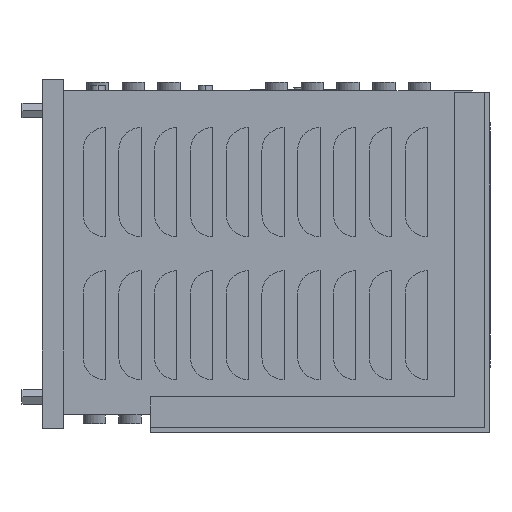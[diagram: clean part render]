
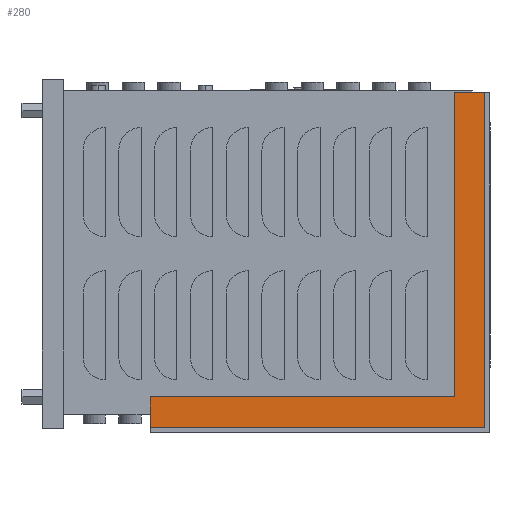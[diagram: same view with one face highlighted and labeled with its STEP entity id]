
A CAD part, left-side view. The second image highlights one B-rep face of the part: STEP entity #280.
In plain terms, the highlighted planar face has unit normal (-1, 0, 0).
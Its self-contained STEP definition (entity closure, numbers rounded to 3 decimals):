
#34 = VECTOR ( 'NONE', #14292, 1000. ) ;
#115 = EDGE_CURVE ( 'NONE', #9998, #15896, #957, .T. ) ;
#280 = ADVANCED_FACE ( 'NONE', ( #19116 ), #12418, .T. ) ;
#957 = LINE ( 'NONE', #16841, #9943 ) ;
#1926 = DIRECTION ( 'NONE',  ( 0., 0., 1. ) ) ;
#2356 = LINE ( 'NONE', #14508, #13318 ) ;
#2506 = EDGE_CURVE ( 'NONE', #13288, #17569, #2356, .T. ) ;
#2544 = LINE ( 'NONE', #2993, #34 ) ;
#2853 = CARTESIAN_POINT ( 'NONE',  ( -143., 7.5, -100. ) ) ;
#2874 = ORIENTED_EDGE ( 'NONE', *, *, #20226, .F. ) ;
#2993 = CARTESIAN_POINT ( 'NONE',  ( -143., -40.784, -97. ) ) ;
#5200 = LINE ( 'NONE', #11287, #7203 ) ;
#5359 = CARTESIAN_POINT ( 'NONE',  ( -143., -9.5, -97. ) ) ;
#5765 = DIRECTION ( 'NONE',  ( 0., 0., 1. ) ) ;
#6565 = EDGE_CURVE ( 'NONE', #13288, #17787, #2544, .T. ) ;
#7039 = LINE ( 'NONE', #11860, #10534 ) ;
#7203 = VECTOR ( 'NONE', #16150, 1000. ) ;
#8333 = VERTEX_POINT ( 'NONE', #9411 ) ;
#8459 = VECTOR ( 'NONE', #13631, 1000. ) ;
#8700 = CARTESIAN_POINT ( 'NONE',  ( -143., 7.5, 90. ) ) ;
#9411 = CARTESIAN_POINT ( 'NONE',  ( -143., 177.5, -80. ) ) ;
#9466 = CARTESIAN_POINT ( 'NONE',  ( -143., 177.5, -97. ) ) ;
#9943 = VECTOR ( 'NONE', #5765, 1000. ) ;
#9998 = VERTEX_POINT ( 'NONE', #11355 ) ;
#10534 = VECTOR ( 'NONE', #18112, 1000. ) ;
#10749 = EDGE_CURVE ( 'NONE', #9998, #8333, #7039, .T. ) ;
#11287 = CARTESIAN_POINT ( 'NONE',  ( -143., 177.5, -97. ) ) ;
#11355 = CARTESIAN_POINT ( 'NONE',  ( -143., 7.5, -80. ) ) ;
#11860 = CARTESIAN_POINT ( 'NONE',  ( -143., -40.784, -80. ) ) ;
#12418 = PLANE ( 'NONE',  #14785 ) ;
#12734 = ORIENTED_EDGE ( 'NONE', *, *, #6565, .F. ) ;
#13288 = VERTEX_POINT ( 'NONE', #5359 ) ;
#13318 = VECTOR ( 'NONE', #1926, 1000. ) ;
#13631 = DIRECTION ( 'NONE',  ( 0., -1., 0. ) ) ;
#13636 = CARTESIAN_POINT ( 'NONE',  ( -143., -9.5, 90. ) ) ;
#13995 = DIRECTION ( 'NONE',  ( -1., 0., 0. ) ) ;
#14207 = DIRECTION ( 'NONE',  ( 0., 0., 1. ) ) ;
#14292 = DIRECTION ( 'NONE',  ( 0., 1., 0. ) ) ;
#14508 = CARTESIAN_POINT ( 'NONE',  ( -143., -9.5, -100. ) ) ;
#14785 = AXIS2_PLACEMENT_3D ( 'NONE', #2853, #13995, #14207 ) ;
#15388 = CARTESIAN_POINT ( 'NONE',  ( -143., 7.5, 90. ) ) ;
#15896 = VERTEX_POINT ( 'NONE', #15388 ) ;
#16150 = DIRECTION ( 'NONE',  ( 0., 0., 1. ) ) ;
#16841 = CARTESIAN_POINT ( 'NONE',  ( -143., 7.5, -100. ) ) ;
#16902 = LINE ( 'NONE', #8700, #8459 ) ;
#16959 = ORIENTED_EDGE ( 'NONE', *, *, #115, .F. ) ;
#17569 = VERTEX_POINT ( 'NONE', #13636 ) ;
#17738 = EDGE_LOOP ( 'NONE', ( #16959, #18947, #2874, #12734, #20371, #18107 ) ) ;
#17787 = VERTEX_POINT ( 'NONE', #9466 ) ;
#18107 = ORIENTED_EDGE ( 'NONE', *, *, #20516, .F. ) ;
#18112 = DIRECTION ( 'NONE',  ( 0., 1., 0. ) ) ;
#18947 = ORIENTED_EDGE ( 'NONE', *, *, #10749, .T. ) ;
#19116 = FACE_OUTER_BOUND ( 'NONE', #17738, .T. ) ;
#20226 = EDGE_CURVE ( 'NONE', #17787, #8333, #5200, .T. ) ;
#20371 = ORIENTED_EDGE ( 'NONE', *, *, #2506, .T. ) ;
#20516 = EDGE_CURVE ( 'NONE', #15896, #17569, #16902, .T. ) ;
